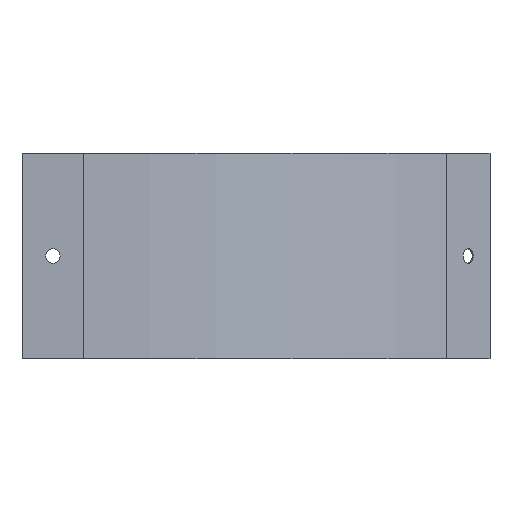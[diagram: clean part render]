
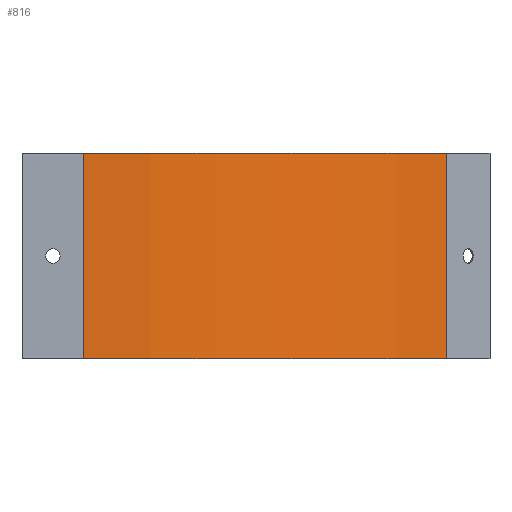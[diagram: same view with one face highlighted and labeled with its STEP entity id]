
A CAD part, front view. The second image highlights one B-rep face of the part: STEP entity #816.
In plain terms, the highlighted cylindrical face has radius 250 mm (diameter 500 mm), a partial arc.
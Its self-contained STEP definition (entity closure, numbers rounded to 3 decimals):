
#13 = CARTESIAN_POINT ( 'NONE',  ( 29.792, -100., 0.8 ) ) ;
#65 = DIRECTION ( 'NONE',  ( 1., 0., 0. ) ) ;
#66 = DIRECTION ( 'NONE',  ( 0., 0., 1. ) ) ;
#67 = CARTESIAN_POINT ( 'NONE',  ( 29.792, 150., 0.8 ) ) ;
#70 = DIRECTION ( 'NONE',  ( 1., 0., 0. ) ) ;
#72 = DIRECTION ( 'NONE',  ( 0., 0., 1. ) ) ;
#74 = CARTESIAN_POINT ( 'NONE',  ( 29.792, 150., -99.2 ) ) ;
#78 = DIRECTION ( 'NONE',  ( 0., 0., -1. ) ) ;
#365 = EDGE_CURVE ( 'NONE', #614, #612, #1130, .T. ) ;
#367 = EDGE_CURVE ( 'NONE', #612, #555, #1135, .T. ) ;
#368 = EDGE_CURVE ( 'NONE', #614, #645, #1137, .T. ) ;
#434 = EDGE_CURVE ( 'NONE', #645, #555, #1240, .T. ) ;
#539 = ORIENTED_EDGE ( 'NONE', *, *, #365, .T. ) ;
#540 = ORIENTED_EDGE ( 'NONE', *, *, #368, .F. ) ;
#541 = ORIENTED_EDGE ( 'NONE', *, *, #434, .F. ) ;
#542 = ORIENTED_EDGE ( 'NONE', *, *, #367, .T. ) ;
#555 = VERTEX_POINT ( 'NONE', #1543 ) ;
#612 = VERTEX_POINT ( 'NONE', #1767 ) ;
#614 = VERTEX_POINT ( 'NONE', #1764 ) ;
#645 = VERTEX_POINT ( 'NONE', #1505 ) ;
#771 = CARTESIAN_POINT ( 'NONE',  ( 29.792, 150., 0.8 ) ) ;
#773 = DIRECTION ( 'NONE',  ( 0., 0., -1. ) ) ;
#778 = DIRECTION ( 'NONE',  ( -1., 0., 0. ) ) ;
#816 = ADVANCED_FACE ( 'NONE', ( #1569 ), #1574, .T. ) ;
#1016 = EDGE_LOOP ( 'NONE', ( #542, #541, #540, #539 ) ) ;
#1130 = LINE ( 'NONE', #13, #1132 ) ;
#1132 = VECTOR ( 'NONE', #78, 1000. ) ;
#1135 = CIRCLE ( 'NONE', #1459, 250. ) ;
#1137 = CIRCLE ( 'NONE', #1458, 250. ) ;
#1240 = LINE ( 'NONE', #1554, #1243 ) ;
#1243 = VECTOR ( 'NONE', #1553, 1000. ) ;
#1420 = AXIS2_PLACEMENT_3D ( 'NONE', #771, #773, #778 ) ;
#1458 = AXIS2_PLACEMENT_3D ( 'NONE', #67, #66, #65 ) ;
#1459 = AXIS2_PLACEMENT_3D ( 'NONE', #74, #72, #70 ) ;
#1505 = CARTESIAN_POINT ( 'NONE',  ( 206.569, -26.777, 0.8 ) ) ;
#1543 = CARTESIAN_POINT ( 'NONE',  ( 206.569, -26.777, -99.2 ) ) ;
#1553 = DIRECTION ( 'NONE',  ( 0., 0., -1. ) ) ;
#1554 = CARTESIAN_POINT ( 'NONE',  ( 206.569, -26.777, 0.8 ) ) ;
#1569 = FACE_OUTER_BOUND ( 'NONE', #1016, .T. ) ;
#1574 = CYLINDRICAL_SURFACE ( 'NONE', #1420, 250. ) ;
#1764 = CARTESIAN_POINT ( 'NONE',  ( 29.792, -100., 0.8 ) ) ;
#1767 = CARTESIAN_POINT ( 'NONE',  ( 29.792, -100., -99.2 ) ) ;
